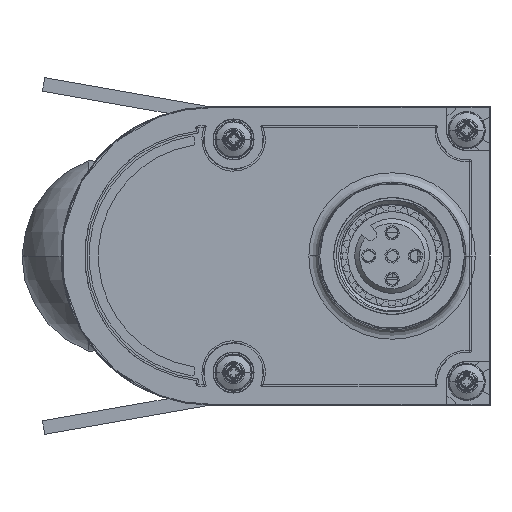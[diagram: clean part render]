
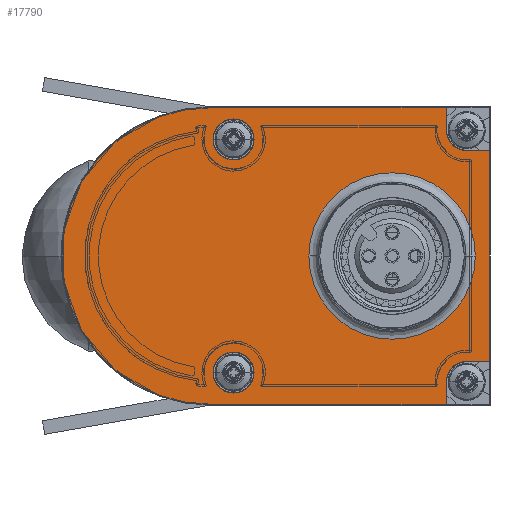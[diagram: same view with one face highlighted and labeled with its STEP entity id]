
A CAD part, left-side view. The second image highlights one B-rep face of the part: STEP entity #17790.
In plain terms, the highlighted face is planar.
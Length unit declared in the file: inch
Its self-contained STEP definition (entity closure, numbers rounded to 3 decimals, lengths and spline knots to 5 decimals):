
#14520=CARTESIAN_POINT('',(12.5,-2.5,0.));
#14521=DIRECTION('',(0.,0.,1.));
#14522=DIRECTION('',(1.,0.,0.));
#14523=AXIS2_PLACEMENT_3D('',#14520,#14521,#14522);
#14525=CARTESIAN_POINT('',(12.5,-2.5,0.));
#14526=DIRECTION('',(0.,0.,1.));
#14527=DIRECTION('',(-1.,0.,0.));
#14528=AXIS2_PLACEMENT_3D('',#14525,#14526,#14527);
#14530=CARTESIAN_POINT('',(-12.5,-2.5,0.));
#14531=DIRECTION('',(0.,0.,1.));
#14532=DIRECTION('',(1.,0.,0.));
#14533=AXIS2_PLACEMENT_3D('',#14530,#14531,#14532);
#14535=CARTESIAN_POINT('',(-12.5,-2.5,0.));
#14536=DIRECTION('',(0.,0.,1.));
#14537=DIRECTION('',(-1.,0.,0.));
#14538=AXIS2_PLACEMENT_3D('',#14535,#14536,#14537);
#14540=CARTESIAN_POINT('',(0.,0.,0.));
#14541=DIRECTION('',(0.,0.,1.));
#14542=DIRECTION('',(1.,0.,0.));
#14543=AXIS2_PLACEMENT_3D('',#14540,#14541,#14542);
#14545=DIRECTION('',(0.,1.,0.));
#14546=VECTOR('',#14545,25.3);
#14547=CARTESIAN_POINT('',(15.89527,-25.3,0.));
#14548=LINE('',#14547,#14546);
#14549=DIRECTION('',(-1.,0.,0.));
#14550=VECTOR('',#14549,2.39527);
#14551=CARTESIAN_POINT('',(15.89527,-25.3,0.));
#14552=LINE('',#14551,#14550);
#14553=CARTESIAN_POINT('',(13.5,-27.5,0.));
#14554=DIRECTION('',(0.,0.,1.));
#14555=DIRECTION('',(0.,1.,0.));
#14556=AXIS2_PLACEMENT_3D('',#14553,#14554,#14555);
#14558=DIRECTION('',(0.,1.,0.));
#14559=VECTOR('',#14558,2.39527);
#14560=CARTESIAN_POINT('',(11.3,-29.89527,0.));
#14561=LINE('',#14560,#14559);
#14562=DIRECTION('',(1.,0.,0.));
#14563=VECTOR('',#14562,22.6);
#14564=CARTESIAN_POINT('',(-11.3,-29.89527,0.));
#14565=LINE('',#14564,#14563);
#14566=DIRECTION('',(0.,1.,0.));
#14567=VECTOR('',#14566,2.39527);
#14568=CARTESIAN_POINT('',(-11.3,-29.89527,0.));
#14569=LINE('',#14568,#14567);
#14570=CARTESIAN_POINT('',(-13.5,-27.5,0.));
#14571=DIRECTION('',(0.,0.,1.));
#14572=DIRECTION('',(1.,0.,0.));
#14573=AXIS2_PLACEMENT_3D('',#14570,#14571,#14572);
#14575=DIRECTION('',(1.,0.,0.));
#14576=VECTOR('',#14575,2.39527);
#14577=CARTESIAN_POINT('',(-15.89527,-25.3,0.));
#14578=LINE('',#14577,#14576);
#14579=DIRECTION('',(0.,1.,0.));
#14580=VECTOR('',#14579,25.3);
#14581=CARTESIAN_POINT('',(-15.89527,-25.3,0.));
#14582=LINE('',#14581,#14580);
#14583=CARTESIAN_POINT('',(0.,-19.5,0.));
#14584=DIRECTION('',(0.,0.,1.));
#14585=DIRECTION('',(0.,1.,0.));
#14586=AXIS2_PLACEMENT_3D('',#14583,#14584,#14585);
#14588=CARTESIAN_POINT('',(0.,-19.5,0.));
#14589=DIRECTION('',(0.,0.,1.));
#14590=DIRECTION('',(0.,-1.,0.));
#14591=AXIS2_PLACEMENT_3D('',#14588,#14589,#14590);
#17379=CARTESIAN_POINT('',(15.89527,0.,0.));
#17381=VERTEX_POINT('',#17379);
#17383=CARTESIAN_POINT('',(-15.89527,0.,0.));
#17385=VERTEX_POINT('',#17383);
#17394=CARTESIAN_POINT('',(14.7,-2.5,0.));
#17395=CARTESIAN_POINT('',(10.3,-2.5,0.));
#17396=VERTEX_POINT('',#17394);
#17397=VERTEX_POINT('',#17395);
#17398=CARTESIAN_POINT('',(-10.3,-2.5,0.));
#17399=CARTESIAN_POINT('',(-14.7,-2.5,0.));
#17400=VERTEX_POINT('',#17398);
#17401=VERTEX_POINT('',#17399);
#17513=CARTESIAN_POINT('',(0.,-10.5753,0.));
#17514=CARTESIAN_POINT('',(0.,-28.4247,0.));
#17515=VERTEX_POINT('',#17513);
#17516=VERTEX_POINT('',#17514);
#17689=CARTESIAN_POINT('',(13.5,-25.3,0.));
#17690=CARTESIAN_POINT('',(11.3,-27.5,0.));
#17691=VERTEX_POINT('',#17689);
#17692=VERTEX_POINT('',#17690);
#17693=CARTESIAN_POINT('',(-11.3,-27.5,0.));
#17694=CARTESIAN_POINT('',(-13.5,-25.3,0.));
#17695=VERTEX_POINT('',#17693);
#17696=VERTEX_POINT('',#17694);
#17697=CARTESIAN_POINT('',(15.89527,-25.3,0.));
#17698=VERTEX_POINT('',#17697);
#17699=CARTESIAN_POINT('',(11.3,-29.89527,0.));
#17700=VERTEX_POINT('',#17699);
#17701=CARTESIAN_POINT('',(-11.3,-29.89527,0.));
#17702=VERTEX_POINT('',#17701);
#17703=CARTESIAN_POINT('',(-15.89527,-25.3,0.));
#17704=VERTEX_POINT('',#17703);
#17745=CARTESIAN_POINT('',(0.,0.,0.));
#17746=DIRECTION('',(0.,0.,1.));
#17747=DIRECTION('',(1.,0.,0.));
#17748=AXIS2_PLACEMENT_3D('',#17745,#17746,#17747);
#17749=PLANE('',#17748);
#17751=ORIENTED_EDGE('',*,*,#17750,.F.);
#17753=ORIENTED_EDGE('',*,*,#17752,.F.);
#17755=ORIENTED_EDGE('',*,*,#17754,.T.);
#17757=ORIENTED_EDGE('',*,*,#17756,.T.);
#17759=ORIENTED_EDGE('',*,*,#17758,.F.);
#17761=ORIENTED_EDGE('',*,*,#17760,.F.);
#17763=ORIENTED_EDGE('',*,*,#17762,.T.);
#17765=ORIENTED_EDGE('',*,*,#17764,.T.);
#17767=ORIENTED_EDGE('',*,*,#17766,.F.);
#17769=ORIENTED_EDGE('',*,*,#17768,.T.);
#17770=EDGE_LOOP('',(#17751,#17753,#17755,#17757,#17759,#17761,#17763,#17765,
#17767,#17769));
#17771=FACE_OUTER_BOUND('',#17770,.F.);
#17773=ORIENTED_EDGE('',*,*,#17772,.T.);
#17775=ORIENTED_EDGE('',*,*,#17774,.T.);
#17776=EDGE_LOOP('',(#17773,#17775));
#17777=FACE_BOUND('',#17776,.F.);
#17779=ORIENTED_EDGE('',*,*,#17778,.T.);
#17781=ORIENTED_EDGE('',*,*,#17780,.T.);
#17782=EDGE_LOOP('',(#17779,#17781));
#17783=FACE_BOUND('',#17782,.F.);
#17785=ORIENTED_EDGE('',*,*,#17784,.T.);
#17787=ORIENTED_EDGE('',*,*,#17786,.T.);
#17788=EDGE_LOOP('',(#17785,#17787));
#17789=FACE_BOUND('',#17788,.F.);
#17790=ADVANCED_FACE('',(#17771,#17777,#17783,#17789),#17749,.T.);
#14524=CIRCLE('',#14523,2.2);
#14529=CIRCLE('',#14528,2.2);
#14534=CIRCLE('',#14533,2.2);
#14539=CIRCLE('',#14538,2.2);
#14544=CIRCLE('',#14543,15.89527);
#14557=CIRCLE('',#14556,2.2);
#14574=CIRCLE('',#14573,2.2);
#14587=CIRCLE('',#14586,8.9247);
#14592=CIRCLE('',#14591,8.9247);
#17750=EDGE_CURVE('',#17381,#17385,#14544,.T.);
#17752=EDGE_CURVE('',#17698,#17381,#14548,.T.);
#17754=EDGE_CURVE('',#17698,#17691,#14552,.T.);
#17756=EDGE_CURVE('',#17691,#17692,#14557,.T.);
#17758=EDGE_CURVE('',#17700,#17692,#14561,.T.);
#17760=EDGE_CURVE('',#17702,#17700,#14565,.T.);
#17762=EDGE_CURVE('',#17702,#17695,#14569,.T.);
#17764=EDGE_CURVE('',#17695,#17696,#14574,.T.);
#17766=EDGE_CURVE('',#17704,#17696,#14578,.T.);
#17768=EDGE_CURVE('',#17704,#17385,#14582,.T.);
#17772=EDGE_CURVE('',#17400,#17401,#14534,.T.);
#17774=EDGE_CURVE('',#17401,#17400,#14539,.T.);
#17778=EDGE_CURVE('',#17396,#17397,#14524,.T.);
#17780=EDGE_CURVE('',#17397,#17396,#14529,.T.);
#17784=EDGE_CURVE('',#17515,#17516,#14587,.T.);
#17786=EDGE_CURVE('',#17516,#17515,#14592,.T.);
